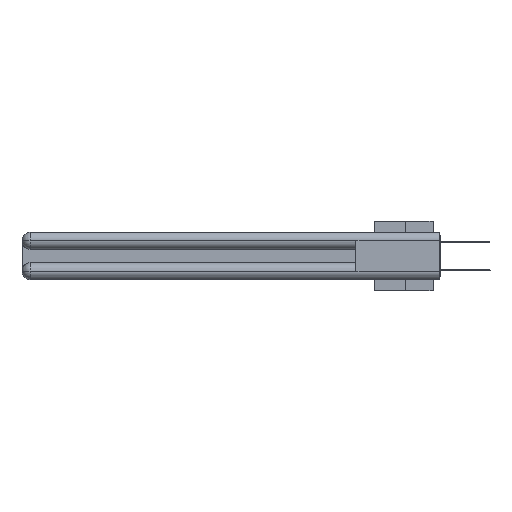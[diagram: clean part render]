
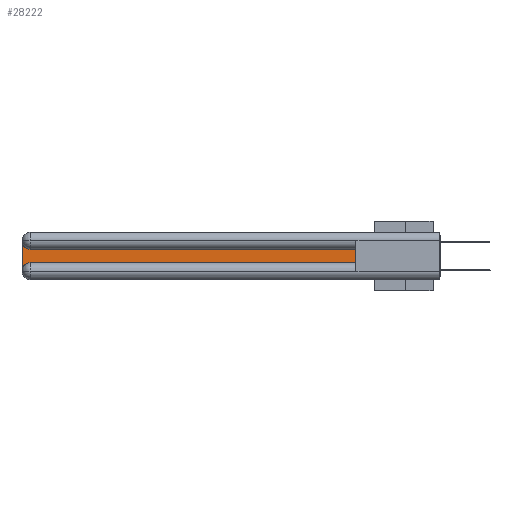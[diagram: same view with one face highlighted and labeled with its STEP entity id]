
A CAD part, left-side view. The second image highlights one B-rep face of the part: STEP entity #28222.
In plain terms, the highlighted planar face has unit normal (-1, 0, 0).
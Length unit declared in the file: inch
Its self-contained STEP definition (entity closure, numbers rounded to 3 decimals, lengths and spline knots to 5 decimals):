
#484 = EDGE_CURVE ( 'NONE', #26105, #12364, #27039, .T. ) ;
#501 = CARTESIAN_POINT ( 'NONE',  ( 0.075, 0.6, -0.2175 ) ) ;
#565 = PLANE ( 'NONE',  #23758 ) ;
#2417 = CARTESIAN_POINT ( 'NONE',  ( 0.075, 0.6, -0.2175 ) ) ;
#5257 = CARTESIAN_POINT ( 'NONE',  ( 0.075, 2.94, -0.1225 ) ) ;
#6121 = DIRECTION ( 'NONE',  ( 0., 0., -1. ) ) ;
#6585 = EDGE_CURVE ( 'NONE', #24877, #26105, #31050, .T. ) ;
#6679 = DIRECTION ( 'NONE',  ( 1., 0., 0. ) ) ;
#6987 = DIRECTION ( 'NONE',  ( 1., 0., 0. ) ) ;
#7166 = ORIENTED_EDGE ( 'NONE', *, *, #9699, .T. ) ;
#7231 = CIRCLE ( 'NONE', #28573, 0.06 ) ;
#7959 = DIRECTION ( 'NONE',  ( 0., 0., 1. ) ) ;
#9346 = CARTESIAN_POINT ( 'NONE',  ( 0.075, 3., -0.1225 ) ) ;
#9699 = EDGE_CURVE ( 'NONE', #19167, #12668, #11496, .T. ) ;
#10367 = ORIENTED_EDGE ( 'NONE', *, *, #15719, .T. ) ;
#10426 = LINE ( 'NONE', #16339, #27138 ) ;
#10967 = ORIENTED_EDGE ( 'NONE', *, *, #35658, .T. ) ;
#11496 = LINE ( 'NONE', #25620, #22615 ) ;
#12364 = VERTEX_POINT ( 'NONE', #5257 ) ;
#12668 = VERTEX_POINT ( 'NONE', #13805 ) ;
#12704 = AXIS2_PLACEMENT_3D ( 'NONE', #19694, #31317, #22547 ) ;
#13626 = ORIENTED_EDGE ( 'NONE', *, *, #6585, .T. ) ;
#13805 = CARTESIAN_POINT ( 'NONE',  ( 0.075, 3., -0.2775 ) ) ;
#13989 = CARTESIAN_POINT ( 'NONE',  ( 0.075, 2.94, -0.2175 ) ) ;
#14917 = ORIENTED_EDGE ( 'NONE', *, *, #26658, .T. ) ;
#15407 = DIRECTION ( 'NONE',  ( 0., 1., 0. ) ) ;
#15719 = EDGE_CURVE ( 'NONE', #27572, #24877, #10426, .T. ) ;
#16161 = DIRECTION ( 'NONE',  ( 0., 0., -1. ) ) ;
#16339 = CARTESIAN_POINT ( 'NONE',  ( 0.075, 0.6, -0.2175 ) ) ;
#18263 = CARTESIAN_POINT ( 'NONE',  ( 0.075, 2.94, -0.2775 ) ) ;
#19167 = VERTEX_POINT ( 'NONE', #20786 ) ;
#19203 = DIRECTION ( 'NONE',  ( 0., -1., 0. ) ) ;
#19694 = CARTESIAN_POINT ( 'NONE',  ( 0.075, 2.94, -0.0625 ) ) ;
#20647 = DIRECTION ( 'NONE',  ( 0., 0., -1. ) ) ;
#20786 = CARTESIAN_POINT ( 'NONE',  ( 0.075, 3., -0.0625 ) ) ;
#22547 = DIRECTION ( 'NONE',  ( 0., 0., -1. ) ) ;
#22615 = VECTOR ( 'NONE', #20647, 39.37008 ) ;
#23092 = VECTOR ( 'NONE', #7959, 39.37008 ) ;
#23123 = ORIENTED_EDGE ( 'NONE', *, *, #484, .T. ) ;
#23440 = CARTESIAN_POINT ( 'NONE',  ( 0.075, 0.6, -0.1225 ) ) ;
#23727 = EDGE_LOOP ( 'NONE', ( #23123, #14917, #7166, #10967, #10367, #13626 ) ) ;
#23758 = AXIS2_PLACEMENT_3D ( 'NONE', #9346, #6679, #6121 ) ;
#24240 = FACE_OUTER_BOUND ( 'NONE', #23727, .T. ) ;
#24877 = VERTEX_POINT ( 'NONE', #501 ) ;
#25066 = VECTOR ( 'NONE', #15407, 39.37008 ) ;
#25620 = CARTESIAN_POINT ( 'NONE',  ( 0.075, 3., -0.2175 ) ) ;
#26103 = CIRCLE ( 'NONE', #12704, 0.06 ) ;
#26105 = VERTEX_POINT ( 'NONE', #30798 ) ;
#26658 = EDGE_CURVE ( 'NONE', #12364, #19167, #26103, .T. ) ;
#27039 = LINE ( 'NONE', #23440, #25066 ) ;
#27138 = VECTOR ( 'NONE', #19203, 39.37008 ) ;
#27572 = VERTEX_POINT ( 'NONE', #13989 ) ;
#28222 = ADVANCED_FACE ( 'NONE', ( #24240 ), #565, .F. ) ;
#28573 = AXIS2_PLACEMENT_3D ( 'NONE', #18263, #6987, #16161 ) ;
#30798 = CARTESIAN_POINT ( 'NONE',  ( 0.075, 0.6, -0.1225 ) ) ;
#31050 = LINE ( 'NONE', #2417, #23092 ) ;
#31317 = DIRECTION ( 'NONE',  ( 1., 0., 0. ) ) ;
#35658 = EDGE_CURVE ( 'NONE', #12668, #27572, #7231, .T. ) ;
